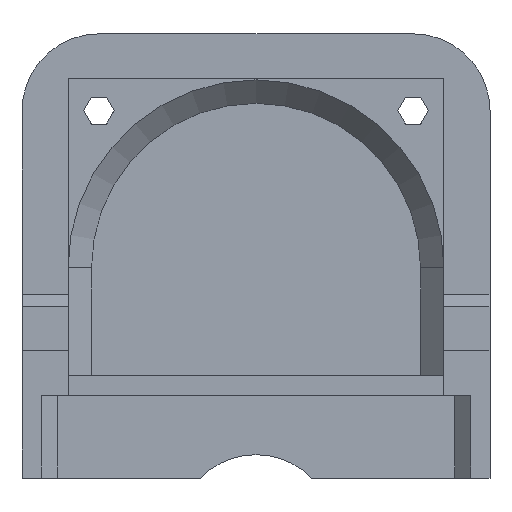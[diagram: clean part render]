
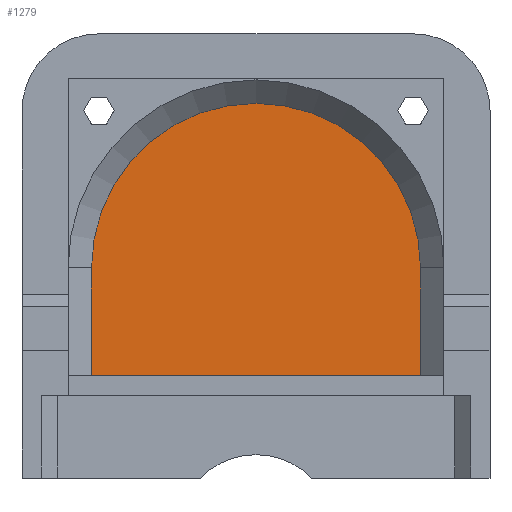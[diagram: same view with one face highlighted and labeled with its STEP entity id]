
A CAD part, front view. The second image highlights one B-rep face of the part: STEP entity #1279.
In plain terms, the highlighted planar face has unit normal (0, -1, 0).
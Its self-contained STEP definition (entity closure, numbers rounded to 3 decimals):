
#47=CIRCLE('',#1372,21.1);
#88=FACE_OUTER_BOUND('',#154,.T.);
#154=EDGE_LOOP('',(#959,#960,#961,#962));
#258=LINE('',#1934,#417);
#261=LINE('',#1945,#420);
#275=LINE('',#1974,#434);
#417=VECTOR('',#1570,10.);
#420=VECTOR('',#1581,10.);
#434=VECTOR('',#1603,10.);
#564=VERTEX_POINT('',#1928);
#566=VERTEX_POINT('',#1932);
#568=VERTEX_POINT('',#1938);
#569=VERTEX_POINT('',#1942);
#712=EDGE_CURVE('',#566,#564,#258,.T.);
#715=EDGE_CURVE('',#568,#566,#47,.T.);
#717=EDGE_CURVE('',#569,#568,#261,.T.);
#732=EDGE_CURVE('',#564,#569,#275,.T.);
#959=ORIENTED_EDGE('',*,*,#717,.F.);
#960=ORIENTED_EDGE('',*,*,#732,.F.);
#961=ORIENTED_EDGE('',*,*,#712,.F.);
#962=ORIENTED_EDGE('',*,*,#715,.F.);
#1220=PLANE('',#1377);
#1279=ADVANCED_FACE('',(#88),#1220,.F.);
#1372=AXIS2_PLACEMENT_3D('',#1940,#1576,#1577);
#1377=AXIS2_PLACEMENT_3D('',#1973,#1601,#1602);
#1570=DIRECTION('',(0.,0.,-1.));
#1576=DIRECTION('center_axis',(0.,1.,0.));
#1577=DIRECTION('ref_axis',(1.,0.,0.));
#1581=DIRECTION('',(0.,0.,1.));
#1601=DIRECTION('center_axis',(0.,1.,0.));
#1602=DIRECTION('ref_axis',(-1.,0.,0.));
#1603=DIRECTION('',(-1.,0.,0.));
#1928=CARTESIAN_POINT('',(103.472,36.14,5.945));
#1932=CARTESIAN_POINT('',(103.472,36.14,19.737));
#1934=CARTESIAN_POINT('',(103.472,36.14,19.737));
#1938=CARTESIAN_POINT('',(61.272,36.14,19.737));
#1940=CARTESIAN_POINT('Origin',(82.372,36.14,19.737));
#1942=CARTESIAN_POINT('',(61.272,36.14,5.945));
#1945=CARTESIAN_POINT('',(61.272,36.14,0.865));
#1973=CARTESIAN_POINT('Origin',(112.372,36.14,-4.215));
#1974=CARTESIAN_POINT('',(97.372,36.14,5.945));
